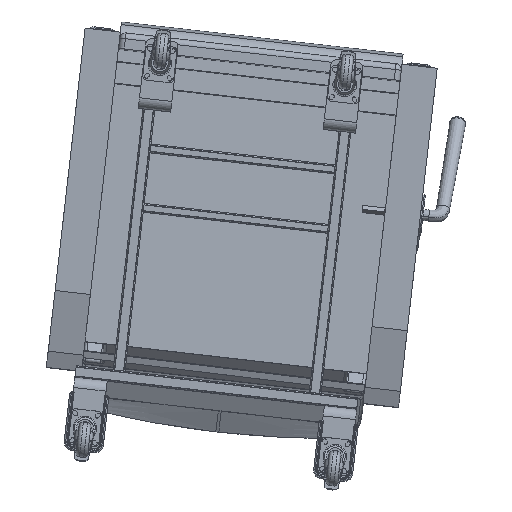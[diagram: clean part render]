
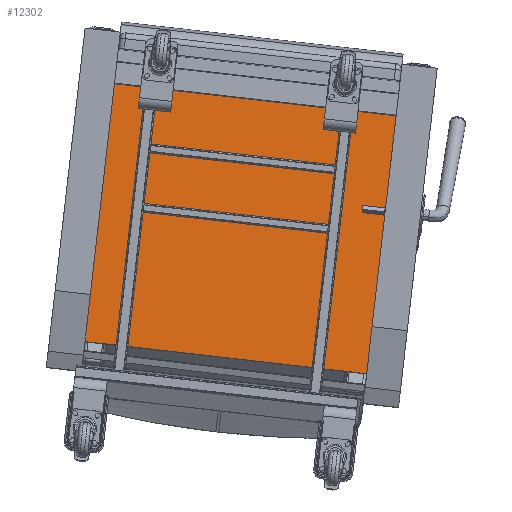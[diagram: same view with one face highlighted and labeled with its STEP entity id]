
A CAD part, front view. The second image highlights one B-rep face of the part: STEP entity #12302.
In plain terms, the highlighted face is planar.
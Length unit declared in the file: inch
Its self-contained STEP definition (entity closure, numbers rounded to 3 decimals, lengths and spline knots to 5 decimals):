
#759=LINE('',#19148,#1678);
#760=LINE('',#19151,#1679);
#761=LINE('',#19153,#1680);
#762=LINE('',#19154,#1681);
#1678=VECTOR('',#15187,0.3937);
#1679=VECTOR('',#15190,0.3937);
#1680=VECTOR('',#15191,0.3937);
#1681=VECTOR('',#15192,0.3937);
#2590=PLANE('',#13540);
#3012=FACE_OUTER_BOUND('',#3790,.T.);
#3790=EDGE_LOOP('',(#8418,#8419,#8420,#8421));
#5327=VERTEX_POINT('',#19144);
#5328=VERTEX_POINT('',#19146);
#5329=VERTEX_POINT('',#19150);
#5330=VERTEX_POINT('',#19152);
#6534=EDGE_CURVE('',#5327,#5328,#759,.T.);
#6535=EDGE_CURVE('',#5329,#5327,#760,.T.);
#6536=EDGE_CURVE('',#5330,#5328,#761,.T.);
#6537=EDGE_CURVE('',#5329,#5330,#762,.T.);
#8418=ORIENTED_EDGE('',*,*,#6535,.T.);
#8419=ORIENTED_EDGE('',*,*,#6534,.T.);
#8420=ORIENTED_EDGE('',*,*,#6536,.F.);
#8421=ORIENTED_EDGE('',*,*,#6537,.F.);
#12302=ADVANCED_FACE('',(#3012),#2590,.T.);
#13540=AXIS2_PLACEMENT_3D('',#19149,#15188,#15189);
#15187=DIRECTION('',(1.,0.,0.));
#15188=DIRECTION('center_axis',(0.,-1.,0.));
#15189=DIRECTION('ref_axis',(0.,0.,-1.));
#15190=DIRECTION('',(0.,0.,-1.));
#15191=DIRECTION('',(0.,0.,-1.));
#15192=DIRECTION('',(1.,0.,0.));
#19144=CARTESIAN_POINT('',(0.,0.,0.));
#19146=CARTESIAN_POINT('',(24.,0.,0.));
#19148=CARTESIAN_POINT('',(0.,0.,0.));
#19149=CARTESIAN_POINT('Origin',(0.,0.,22.));
#19150=CARTESIAN_POINT('',(0.,0.,22.));
#19151=CARTESIAN_POINT('',(0.,0.,22.));
#19152=CARTESIAN_POINT('',(24.,0.,22.));
#19153=CARTESIAN_POINT('',(24.,0.,22.));
#19154=CARTESIAN_POINT('',(0.,0.,22.));
